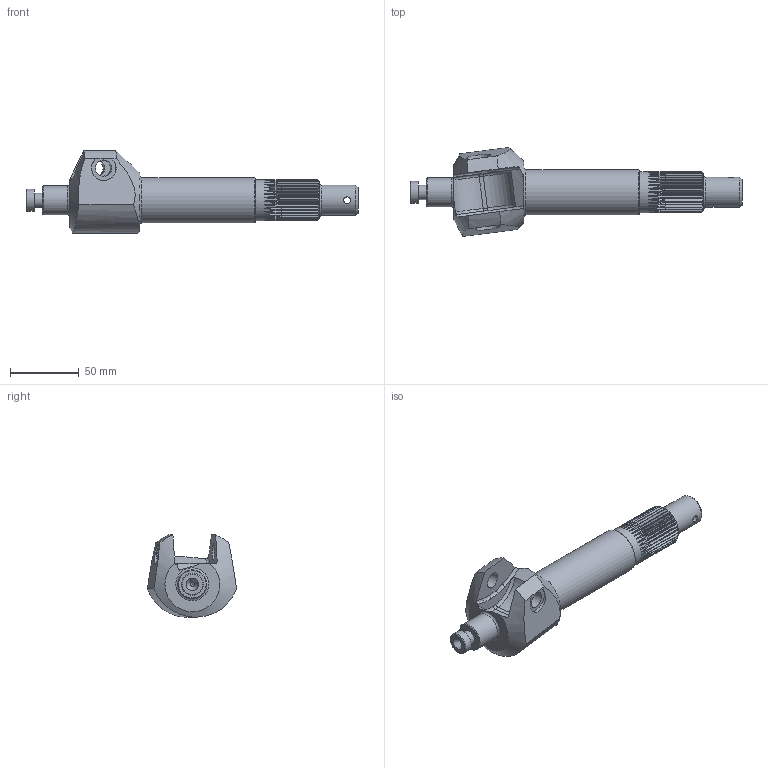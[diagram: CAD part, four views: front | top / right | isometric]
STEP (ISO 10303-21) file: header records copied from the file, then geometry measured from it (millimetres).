
FILE_DESCRIPTION(/* description */ (''),/* implementation_level */ '2;1');
FILE_NAME(/* name */ 'Part 083.stp',/* time_stamp */ '2015-03-21T17:08:26+02:00',/* author */ ('SFC'),/* organization */ (''),/* preprocessor_version */ 'ST-DEVELOPER v15.2',/* originating_system */ 'Autodesk Inventor 2014',/* authorisation */ '');
FILE_SCHEMA (('AUTOMOTIVE_DESIGN { 1 0 10303 214 3 1 1 }'));
Length unit declared in the file: millimetre
Products named in the file (1): Part 083
Bounding box: 242 x 64.83 x 60.1 mm (x, y, z)
Volume: 214399.6 mm3; surface area: 35994.9 mm2
Topology: 1 solids, 1 shells, 305 faces, 810 edges, 512 vertices
Faces by surface type: cone 115, plane 87, cylinder 58, torus 45
Full cylindrical faces by diameter (mm): 3 x1, 5 x2, 6 x1, 10.5 x1, 12 x2, 16 x1, 21.1 x1, 22 x1, 30 x1, 33 x1
Entity records: 10365 total; most frequent: CARTESIAN_POINT 3197, ORIENTED_EDGE 1552, DIRECTION 1444, EDGE_CURVE 776, AXIS2_PLACEMENT_3D 573, VERTEX_POINT 503, EDGE_LOOP 343, ADVANCED_FACE 305
